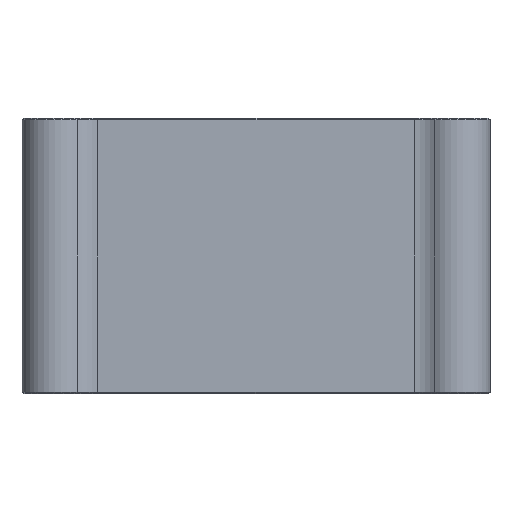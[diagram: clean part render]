
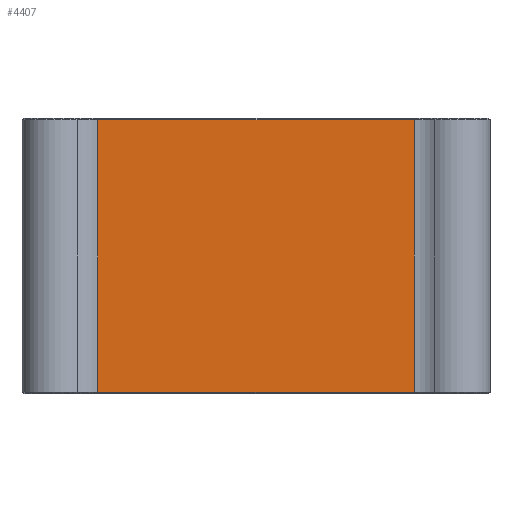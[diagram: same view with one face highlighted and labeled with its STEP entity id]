
A CAD part, front view. The second image highlights one B-rep face of the part: STEP entity #4407.
In plain terms, the highlighted planar face has unit normal (0, -1, 0).
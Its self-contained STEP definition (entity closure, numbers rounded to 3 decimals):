
#1823=DIRECTION('',(-1.,0.,0.));
#1824=VECTOR('',#1823,46.);
#1825=CARTESIAN_POINT('',(89.057,3.,0.2));
#1826=LINE('',#1825,#1824);
#1827=DIRECTION('',(0.,0.,1.));
#1828=VECTOR('',#1827,39.6);
#1829=CARTESIAN_POINT('',(43.057,3.,0.2));
#1830=LINE('',#1829,#1828);
#1831=DIRECTION('',(1.,0.,0.));
#1832=VECTOR('',#1831,46.);
#1833=CARTESIAN_POINT('',(43.057,3.,39.8));
#1834=LINE('',#1833,#1832);
#1835=DIRECTION('',(0.,0.,-1.));
#1836=VECTOR('',#1835,39.6);
#1837=CARTESIAN_POINT('',(89.057,3.,39.8));
#1838=LINE('',#1837,#1836);
#2095=CARTESIAN_POINT('',(89.057,3.,0.2));
#2096=VERTEX_POINT('',#2095);
#2099=CARTESIAN_POINT('',(43.057,3.,0.2));
#2100=VERTEX_POINT('',#2099);
#2367=CARTESIAN_POINT('',(43.057,3.,39.8));
#2368=VERTEX_POINT('',#2367);
#2371=CARTESIAN_POINT('',(89.057,3.,39.8));
#2372=VERTEX_POINT('',#2371);
#4394=CARTESIAN_POINT('',(33.057,3.,0.));
#4395=DIRECTION('',(0.,-1.,0.));
#4396=DIRECTION('',(1.,0.,0.));
#4397=AXIS2_PLACEMENT_3D('',#4394,#4395,#4396);
#4398=PLANE('',#4397);
#4399=ORIENTED_EDGE('',*,*,#2760,.T.);
#4401=ORIENTED_EDGE('',*,*,#4400,.T.);
#4403=ORIENTED_EDGE('',*,*,#4402,.T.);
#4404=ORIENTED_EDGE('',*,*,#4386,.T.);
#4405=EDGE_LOOP('',(#4399,#4401,#4403,#4404));
#4406=FACE_OUTER_BOUND('',#4405,.F.);
#4407=ADVANCED_FACE('',(#4406),#4398,.T.);
#2760=EDGE_CURVE('',#2096,#2100,#1826,.T.);
#4386=EDGE_CURVE('',#2372,#2096,#1838,.T.);
#4400=EDGE_CURVE('',#2100,#2368,#1830,.T.);
#4402=EDGE_CURVE('',#2368,#2372,#1834,.T.);
